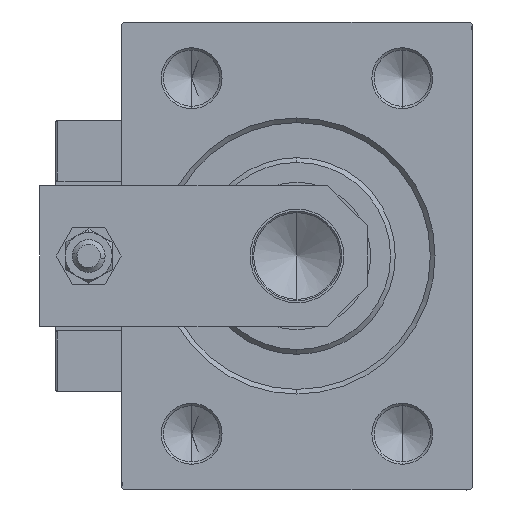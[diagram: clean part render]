
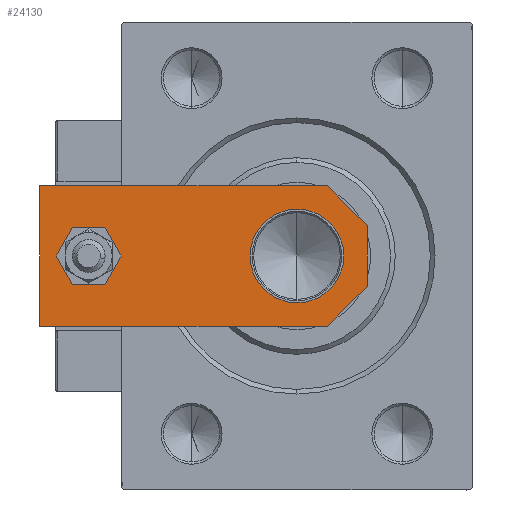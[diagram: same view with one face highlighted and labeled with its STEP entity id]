
A CAD part, left-side view. The second image highlights one B-rep face of the part: STEP entity #24130.
In plain terms, the highlighted face is planar.
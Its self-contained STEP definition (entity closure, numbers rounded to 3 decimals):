
#199 = VERTEX_POINT ( 'NONE', #16254 ) ;
#242 = AXIS2_PLACEMENT_3D ( 'NONE', #31051, #8737, #32530 ) ;
#403 = EDGE_LOOP ( 'NONE', ( #14585, #20659 ) ) ;
#2154 = CIRCLE ( 'NONE', #29168, 10. ) ;
#2337 = DIRECTION ( 'NONE',  ( 0., 0., 1. ) ) ;
#2675 = EDGE_CURVE ( 'NONE', #25986, #20442, #44128, .T. ) ;
#3829 = LINE ( 'NONE', #19962, #44402 ) ;
#4478 = DIRECTION ( 'NONE',  ( 0., 0., 1. ) ) ;
#4615 = AXIS2_PLACEMENT_3D ( 'NONE', #38816, #30105, #22707 ) ;
#6098 = CARTESIAN_POINT ( 'NONE',  ( 0., 0., 8. ) ) ;
#6889 = FACE_OUTER_BOUND ( 'NONE', #50624, .T. ) ;
#7309 = EDGE_CURVE ( 'NONE', #35458, #25406, #44385, .T. ) ;
#7384 = ORIENTED_EDGE ( 'NONE', *, *, #31925, .T. ) ;
#7671 = DIRECTION ( 'NONE',  ( -1., 0., 0. ) ) ;
#7959 = VERTEX_POINT ( 'NONE', #42582 ) ;
#8130 = EDGE_CURVE ( 'NONE', #7959, #9363, #22241, .T. ) ;
#8178 = CARTESIAN_POINT ( 'NONE',  ( -3.25, -3.25, 8. ) ) ;
#8737 = DIRECTION ( 'NONE',  ( 0., 0., 1. ) ) ;
#9363 = VERTEX_POINT ( 'NONE', #11876 ) ;
#9808 = EDGE_CURVE ( 'NONE', #25406, #39340, #51090, .T. ) ;
#9826 = LINE ( 'NONE', #18029, #12373 ) ;
#10522 = DIRECTION ( 'NONE',  ( 1., 0., 0. ) ) ;
#11876 = CARTESIAN_POINT ( 'NONE',  ( -4., 59.5, 8. ) ) ;
#12373 = VECTOR ( 'NONE', #50005, 1000. ) ;
#13378 = CARTESIAN_POINT ( 'NONE',  ( 10., 15., 8. ) ) ;
#13897 = EDGE_LOOP ( 'NONE', ( #21670, #33773 ) ) ;
#14298 = PLANE ( 'NONE',  #18477 ) ;
#14585 = ORIENTED_EDGE ( 'NONE', *, *, #37663, .F. ) ;
#15476 = CARTESIAN_POINT ( 'NONE',  ( 3.25, -3.25, 8. ) ) ;
#16254 = CARTESIAN_POINT ( 'NONE',  ( 15., 70., 8. ) ) ;
#17281 = VECTOR ( 'NONE', #20335, 1000. ) ;
#18029 = CARTESIAN_POINT ( 'NONE',  ( -15., 70., 8. ) ) ;
#18477 = AXIS2_PLACEMENT_3D ( 'NONE', #6098, #46536, #46794 ) ;
#19094 = CARTESIAN_POINT ( 'NONE',  ( -15., 8.5, 8. ) ) ;
#19121 = CARTESIAN_POINT ( 'NONE',  ( -15., 0., 8. ) ) ;
#19323 = CARTESIAN_POINT ( 'NONE',  ( 15., 70., 8. ) ) ;
#19491 = VECTOR ( 'NONE', #7671, 1000. ) ;
#19580 = LINE ( 'NONE', #19323, #19491 ) ;
#19962 = CARTESIAN_POINT ( 'NONE',  ( 15., 0., 8. ) ) ;
#20335 = DIRECTION ( 'NONE',  ( 0.707, -0.707, 0. ) ) ;
#20442 = VERTEX_POINT ( 'NONE', #29803 ) ;
#20614 = DIRECTION ( 'NONE',  ( 1., 0., 0. ) ) ;
#20659 = ORIENTED_EDGE ( 'NONE', *, *, #8130, .F. ) ;
#21670 = ORIENTED_EDGE ( 'NONE', *, *, #48202, .F. ) ;
#22241 = CIRCLE ( 'NONE', #4615, 4. ) ;
#22707 = DIRECTION ( 'NONE',  ( 1., 0., 0. ) ) ;
#23018 = FACE_BOUND ( 'NONE', #13897, .T. ) ;
#23549 = EDGE_CURVE ( 'NONE', #39340, #34859, #42965, .T. ) ;
#24130 = ADVANCED_FACE ( 'NONE', ( #31193, #6889, #23018 ), #14298, .T. ) ;
#25406 = VERTEX_POINT ( 'NONE', #39610 ) ;
#25986 = VERTEX_POINT ( 'NONE', #13378 ) ;
#26877 = VECTOR ( 'NONE', #34495, 1000. ) ;
#29168 = AXIS2_PLACEMENT_3D ( 'NONE', #49663, #2337, #10522 ) ;
#29803 = CARTESIAN_POINT ( 'NONE',  ( -10., 15., 8. ) ) ;
#29905 = VECTOR ( 'NONE', #35216, 1000. ) ;
#30105 = DIRECTION ( 'NONE',  ( 0., 0., 1. ) ) ;
#31051 = CARTESIAN_POINT ( 'NONE',  ( 0., 59.5, 8. ) ) ;
#31193 = FACE_BOUND ( 'NONE', #403, .T. ) ;
#31925 = EDGE_CURVE ( 'NONE', #199, #38761, #19580, .T. ) ;
#32355 = DIRECTION ( 'NONE',  ( 0., 1., 0. ) ) ;
#32530 = DIRECTION ( 'NONE',  ( 1., 0., 0. ) ) ;
#32862 = CARTESIAN_POINT ( 'NONE',  ( -15., 70., 8. ) ) ;
#32893 = CARTESIAN_POINT ( 'NONE',  ( 15., 8.5, 8. ) ) ;
#33773 = ORIENTED_EDGE ( 'NONE', *, *, #2675, .F. ) ;
#34495 = DIRECTION ( 'NONE',  ( 0.707, 0.707, 0. ) ) ;
#34859 = VERTEX_POINT ( 'NONE', #32893 ) ;
#35216 = DIRECTION ( 'NONE',  ( 1., 0., 0. ) ) ;
#35458 = VERTEX_POINT ( 'NONE', #19094 ) ;
#35954 = CARTESIAN_POINT ( 'NONE',  ( 0., 15., 8. ) ) ;
#37577 = ORIENTED_EDGE ( 'NONE', *, *, #50857, .T. ) ;
#37663 = EDGE_CURVE ( 'NONE', #9363, #7959, #39089, .T. ) ;
#38761 = VERTEX_POINT ( 'NONE', #32862 ) ;
#38816 = CARTESIAN_POINT ( 'NONE',  ( 0., 59.5, 8. ) ) ;
#39089 = CIRCLE ( 'NONE', #242, 4. ) ;
#39340 = VERTEX_POINT ( 'NONE', #48560 ) ;
#39610 = CARTESIAN_POINT ( 'NONE',  ( -6.5, 0., 8. ) ) ;
#41960 = ORIENTED_EDGE ( 'NONE', *, *, #49794, .T. ) ;
#42435 = AXIS2_PLACEMENT_3D ( 'NONE', #35954, #4478, #20614 ) ;
#42582 = CARTESIAN_POINT ( 'NONE',  ( 4., 59.5, 8. ) ) ;
#42965 = LINE ( 'NONE', #15476, #26877 ) ;
#44128 = CIRCLE ( 'NONE', #42435, 10. ) ;
#44385 = LINE ( 'NONE', #8178, #17281 ) ;
#44402 = VECTOR ( 'NONE', #32355, 1000. ) ;
#46536 = DIRECTION ( 'NONE',  ( 0., 0., 1. ) ) ;
#46794 = DIRECTION ( 'NONE',  ( 1., 0., 0. ) ) ;
#48202 = EDGE_CURVE ( 'NONE', #20442, #25986, #2154, .T. ) ;
#48560 = CARTESIAN_POINT ( 'NONE',  ( 6.5, 0., 8. ) ) ;
#48660 = ORIENTED_EDGE ( 'NONE', *, *, #7309, .T. ) ;
#49663 = CARTESIAN_POINT ( 'NONE',  ( 0., 15., 8. ) ) ;
#49794 = EDGE_CURVE ( 'NONE', #34859, #199, #3829, .T. ) ;
#50005 = DIRECTION ( 'NONE',  ( 0., -1., 0. ) ) ;
#50168 = ORIENTED_EDGE ( 'NONE', *, *, #9808, .T. ) ;
#50624 = EDGE_LOOP ( 'NONE', ( #37577, #48660, #50168, #51758, #41960, #7384 ) ) ;
#50857 = EDGE_CURVE ( 'NONE', #38761, #35458, #9826, .T. ) ;
#51090 = LINE ( 'NONE', #19121, #29905 ) ;
#51758 = ORIENTED_EDGE ( 'NONE', *, *, #23549, .T. ) ;
